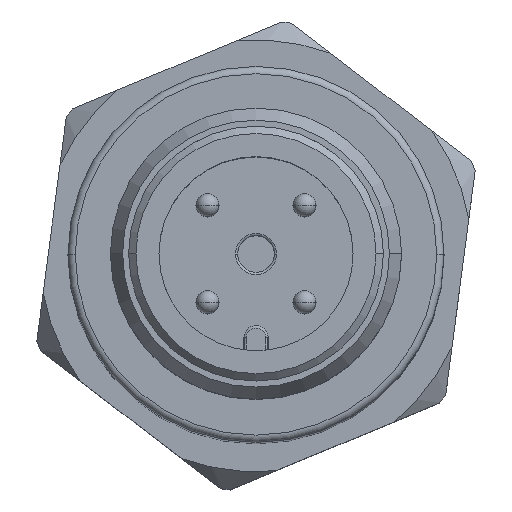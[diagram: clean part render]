
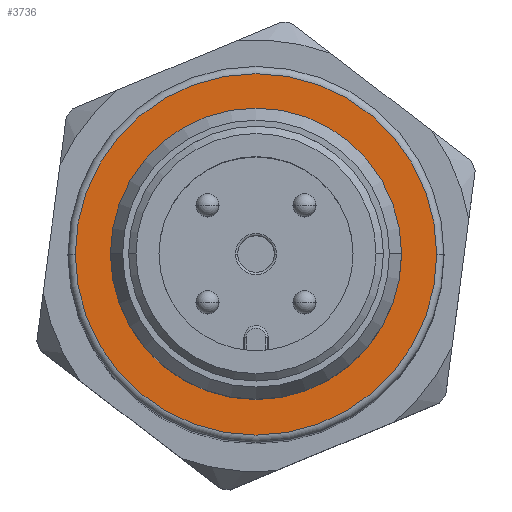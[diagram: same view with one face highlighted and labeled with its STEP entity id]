
A CAD part, top view. The second image highlights one B-rep face of the part: STEP entity #3736.
In plain terms, the highlighted planar face has unit normal (0, 0, 1).
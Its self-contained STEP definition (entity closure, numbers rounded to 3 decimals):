
#1196=VERTEX_POINT('',#6265);
#1198=VERTEX_POINT('',#6268);
#1206=VERTEX_POINT('',#6293);
#1208=VERTEX_POINT('',#6296);
#1420=CIRCLE('',#6837,5.5);
#1427=CIRCLE('',#6848,7.45);
#1454=CIRCLE('',#6893,7.45);
#1455=CIRCLE('',#6895,5.5);
#1934=EDGE_CURVE('',#1196,#1198,#1420,.T.);
#1948=EDGE_CURVE('',#1206,#1208,#1427,.T.);
#1985=EDGE_CURVE('',#1208,#1206,#1454,.T.);
#1986=EDGE_CURVE('',#1198,#1196,#1455,.T.);
#3024=ORIENTED_EDGE('',*,*,#1985,.F.);
#3025=ORIENTED_EDGE('',*,*,#1948,.F.);
#3026=ORIENTED_EDGE('',*,*,#1986,.F.);
#3027=ORIENTED_EDGE('',*,*,#1934,.F.);
#3283=EDGE_LOOP('',(#3024,#3025));
#3284=EDGE_LOOP('',(#3026,#3027));
#3523=FACE_BOUND('',#3283,.T.);
#3524=FACE_BOUND('',#3284,.T.);
#3736=ADVANCED_FACE('',(#3523,#3524),#3817,.F.);
#3817=PLANE('',#6894);
#4717=DIRECTION('',(0.,0.,1.));
#4718=DIRECTION('',(-5.5,0.,0.));
#4745=DIRECTION('',(0.,0.,-1.));
#4746=DIRECTION('',(-7.45,0.,0.));
#4837=DIRECTION('',(0.,0.,-1.));
#4838=DIRECTION('',(-7.45,0.,0.));
#4839=DIRECTION('',(0.,0.,-1.));
#4840=DIRECTION('',(0.,0.,1.));
#4841=DIRECTION('',(-5.5,0.,0.));
#6265=CARTESIAN_POINT('',(-5.5,0.,39.1));
#6267=CARTESIAN_POINT('',(0.,0.,39.1));
#6268=CARTESIAN_POINT('',(5.5,0.,39.1));
#6293=CARTESIAN_POINT('',(-7.45,0.,39.1));
#6295=CARTESIAN_POINT('',(0.,0.,39.1));
#6296=CARTESIAN_POINT('',(7.45,0.,39.1));
#6458=CARTESIAN_POINT('',(0.,0.,39.1));
#6459=CARTESIAN_POINT('',(0.,0.,39.1));
#6460=CARTESIAN_POINT('',(0.,0.,39.1));
#6837=AXIS2_PLACEMENT_3D('',#6267,#4717,#4718);
#6848=AXIS2_PLACEMENT_3D('',#6295,#4745,#4746);
#6893=AXIS2_PLACEMENT_3D('',#6458,#4837,#4838);
#6894=AXIS2_PLACEMENT_3D('',#6459,#4839,$);
#6895=AXIS2_PLACEMENT_3D('',#6460,#4840,#4841);
